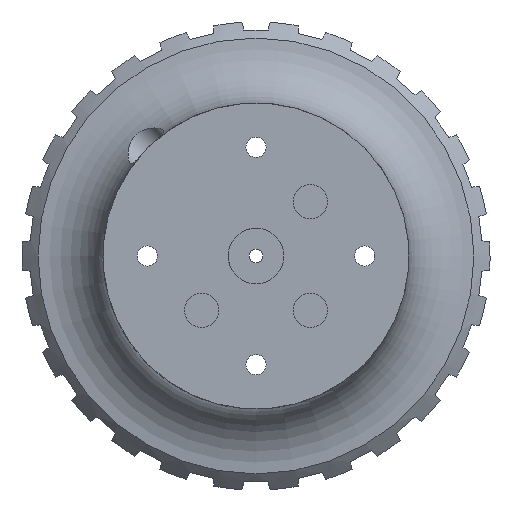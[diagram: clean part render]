
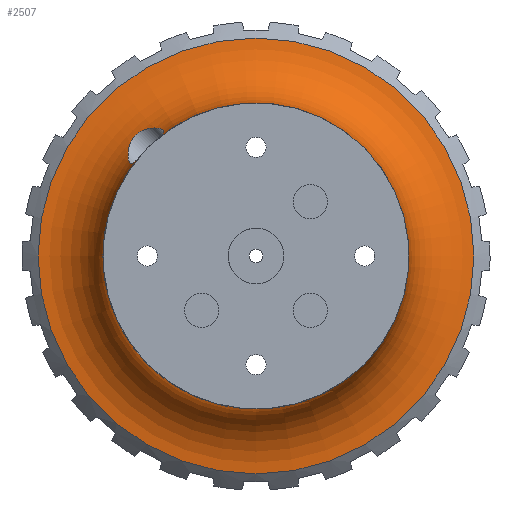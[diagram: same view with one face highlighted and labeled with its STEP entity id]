
A CAD part, front view. The second image highlights one B-rep face of the part: STEP entity #2507.
In plain terms, the highlighted toroidal (fillet/blend) face has major radius 19.75 mm and minor radius 6 mm.
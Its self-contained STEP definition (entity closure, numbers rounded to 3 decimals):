
#17=B_SPLINE_CURVE_WITH_KNOTS('',3,(#4052,#4053,#4054,#4055,#4056,#4057,
#4058,#4059,#4060,#4061,#4062,#4063,#4064,#4065,#4066,#4067,#4068,#4069,
#4070,#4071,#4072,#4073,#4074,#4075,#4076,#4077,#4078,#4079,#4080,#4081,
#4082,#4083,#4084,#4085,#4086),.UNSPECIFIED.,.F.,.F.,(4,2,2,2,2,2,2,2,2,
2,3,2,2,2,2,2,4),(0.761,0.81,0.88,
0.949,1.02,1.102,1.208,1.292,
1.332,1.358,1.36,1.385,1.423,
1.508,1.597,1.693,1.717),
 .UNSPECIFIED.);
#18=B_SPLINE_CURVE_WITH_KNOTS('',3,(#4088,#4089,#4090,#4091,#4092,#4093,
#4094,#4095,#4096,#4097),.UNSPECIFIED.,.F.,.F.,(4,2,2,2,4),(1.717,
1.772,1.847,1.926,1.965),
 .UNSPECIFIED.);
#296=TOROIDAL_SURFACE('',#2730,19.75,6.);
#373=FACE_OUTER_BOUND('',#524,.T.);
#524=EDGE_LOOP('',(#1903,#1904,#1905,#1906,#1907,#1908,#1909,#1910,#1911));
#912=CIRCLE('',#2731,19.575);
#913=CIRCLE('',#2732,6.);
#914=CIRCLE('',#2733,13.75);
#915=CIRCLE('',#2734,13.75);
#916=CIRCLE('',#2735,13.75);
#917=CIRCLE('',#2736,19.575);
#1093=VERTEX_POINT('',#4044);
#1094=VERTEX_POINT('',#4045);
#1095=VERTEX_POINT('',#4047);
#1096=VERTEX_POINT('',#4049);
#1097=VERTEX_POINT('',#4051);
#1098=VERTEX_POINT('',#4087);
#1099=VERTEX_POINT('',#4098);
#1420=EDGE_CURVE('',#1093,#1094,#912,.T.);
#1421=EDGE_CURVE('',#1094,#1095,#913,.T.);
#1422=EDGE_CURVE('',#1095,#1096,#914,.T.);
#1423=EDGE_CURVE('',#1096,#1097,#17,.T.);
#1424=EDGE_CURVE('',#1097,#1098,#18,.T.);
#1425=EDGE_CURVE('',#1098,#1099,#915,.T.);
#1426=EDGE_CURVE('',#1099,#1095,#916,.T.);
#1427=EDGE_CURVE('',#1094,#1093,#917,.T.);
#1903=ORIENTED_EDGE('',*,*,#1420,.T.);
#1904=ORIENTED_EDGE('',*,*,#1421,.T.);
#1905=ORIENTED_EDGE('',*,*,#1422,.T.);
#1906=ORIENTED_EDGE('',*,*,#1423,.T.);
#1907=ORIENTED_EDGE('',*,*,#1424,.T.);
#1908=ORIENTED_EDGE('',*,*,#1425,.T.);
#1909=ORIENTED_EDGE('',*,*,#1426,.T.);
#1910=ORIENTED_EDGE('',*,*,#1421,.F.);
#1911=ORIENTED_EDGE('',*,*,#1427,.T.);
#2507=ADVANCED_FACE('',(#373),#296,.F.);
#2730=AXIS2_PLACEMENT_3D('',#4043,#3186,#3187);
#2731=AXIS2_PLACEMENT_3D('',#4046,#3188,#3189);
#2732=AXIS2_PLACEMENT_3D('',#4048,#3190,#3191);
#2733=AXIS2_PLACEMENT_3D('',#4050,#3192,#3193);
#2734=AXIS2_PLACEMENT_3D('',#4099,#3194,#3195);
#2735=AXIS2_PLACEMENT_3D('',#4100,#3196,#3197);
#2736=AXIS2_PLACEMENT_3D('',#4101,#3198,#3199);
#3186=DIRECTION('center_axis',(0.,1.,0.));
#3187=DIRECTION('ref_axis',(1.,0.,0.));
#3188=DIRECTION('center_axis',(0.,-1.,0.));
#3189=DIRECTION('ref_axis',(0.,0.,1.));
#3190=DIRECTION('center_axis',(0.,0.,
-1.));
#3191=DIRECTION('ref_axis',(-1.,0.,0.));
#3192=DIRECTION('center_axis',(0.,1.,0.));
#3193=DIRECTION('ref_axis',(1.,0.,0.));
#3194=DIRECTION('center_axis',(0.,1.,0.));
#3195=DIRECTION('ref_axis',(1.,0.,0.));
#3196=DIRECTION('center_axis',(0.,1.,0.));
#3197=DIRECTION('ref_axis',(1.,0.,0.));
#3198=DIRECTION('center_axis',(0.,-1.,0.));
#3199=DIRECTION('ref_axis',(0.,0.,1.));
#4043=CARTESIAN_POINT('Origin',(0.,-29.197,
0.));
#4044=CARTESIAN_POINT('',(0.,-23.2,-19.575));
#4045=CARTESIAN_POINT('',(-19.575,-23.2,0.));
#4046=CARTESIAN_POINT('Origin',(0.,-23.2,0.));
#4047=CARTESIAN_POINT('',(-13.75,-29.197,0.));
#4048=CARTESIAN_POINT('Origin',(-19.75,-29.197,0.));
#4049=CARTESIAN_POINT('',(-10.262,-29.197,9.151));
#4050=CARTESIAN_POINT('Origin',(0.,-29.197,0.));
#4051=CARTESIAN_POINT('',(-8.356,-27.25,11.326));
#4052=CARTESIAN_POINT('Ctrl Pts',(-10.262,-29.197,9.151));
#4053=CARTESIAN_POINT('Ctrl Pts',(-10.366,-29.135,9.035));
#4054=CARTESIAN_POINT('Ctrl Pts',(-10.463,-29.054,8.923));
#4055=CARTESIAN_POINT('Ctrl Pts',(-10.684,-28.815,8.675));
#4056=CARTESIAN_POINT('Ctrl Pts',(-10.799,-28.642,8.549));
#4057=CARTESIAN_POINT('Ctrl Pts',(-11.003,-28.247,8.367));
#4058=CARTESIAN_POINT('Ctrl Pts',(-11.09,-28.03,8.313));
#4059=CARTESIAN_POINT('Ctrl Pts',(-11.245,-27.57,8.29));
#4060=CARTESIAN_POINT('Ctrl Pts',(-11.308,-27.335,8.323));
#4061=CARTESIAN_POINT('Ctrl Pts',(-11.42,-26.837,8.484));
#4062=CARTESIAN_POINT('Ctrl Pts',(-11.462,-26.583,8.623));
#4063=CARTESIAN_POINT('Ctrl Pts',(-11.511,-26.062,9.02));
#4064=CARTESIAN_POINT('Ctrl Pts',(-11.505,-25.813,9.296));
#4065=CARTESIAN_POINT('Ctrl Pts',(-11.413,-25.464,9.812));
#4066=CARTESIAN_POINT('Ctrl Pts',(-11.34,-25.337,10.059));
#4067=CARTESIAN_POINT('Ctrl Pts',(-11.162,-25.214,10.41));
#4068=CARTESIAN_POINT('Ctrl Pts',(-11.094,-25.185,10.52));
#4069=CARTESIAN_POINT('Ctrl Pts',(-10.963,-25.157,10.694));
#4070=CARTESIAN_POINT('Ctrl Pts',(-10.906,-25.151,10.76));
#4071=CARTESIAN_POINT('Ctrl Pts',(-10.841,-25.15,10.826));
#4072=CARTESIAN_POINT('Ctrl Pts',(-10.837,-25.15,10.83));
#4073=CARTESIAN_POINT('Ctrl Pts',(-10.833,-25.15,10.833));
#4074=CARTESIAN_POINT('Ctrl Pts',(-10.773,-25.15,10.894));
#4075=CARTESIAN_POINT('Ctrl Pts',(-10.708,-25.155,10.951));
#4076=CARTESIAN_POINT('Ctrl Pts',(-10.541,-25.181,11.08));
#4077=CARTESIAN_POINT('Ctrl Pts',(-10.436,-25.207,11.146));
#4078=CARTESIAN_POINT('Ctrl Pts',(-10.088,-25.323,11.329));
#4079=CARTESIAN_POINT('Ctrl Pts',(-9.838,-25.449,11.406));
#4080=CARTESIAN_POINT('Ctrl Pts',(-9.358,-25.769,11.496));
#4081=CARTESIAN_POINT('Ctrl Pts',(-9.124,-25.97,11.508));
#4082=CARTESIAN_POINT('Ctrl Pts',(-8.712,-26.443,11.482));
#4083=CARTESIAN_POINT('Ctrl Pts',(-8.536,-26.722,11.442));
#4084=CARTESIAN_POINT('Ctrl Pts',(-8.398,-27.097,11.362));
#4085=CARTESIAN_POINT('Ctrl Pts',(-8.375,-27.173,11.345));
#4086=CARTESIAN_POINT('Ctrl Pts',(-8.356,-27.25,11.326));
#4087=CARTESIAN_POINT('',(-9.151,-29.197,10.262));
#4088=CARTESIAN_POINT('Ctrl Pts',(-8.356,-27.25,11.326));
#4089=CARTESIAN_POINT('Ctrl Pts',(-8.313,-27.424,11.283));
#4090=CARTESIAN_POINT('Ctrl Pts',(-8.294,-27.601,11.233));
#4091=CARTESIAN_POINT('Ctrl Pts',(-8.309,-28.02,11.095));
#4092=CARTESIAN_POINT('Ctrl Pts',(-8.367,-28.252,11.002));
#4093=CARTESIAN_POINT('Ctrl Pts',(-8.57,-28.681,10.777));
#4094=CARTESIAN_POINT('Ctrl Pts',(-8.716,-28.869,10.646));
#4095=CARTESIAN_POINT('Ctrl Pts',(-8.971,-29.087,10.422));
#4096=CARTESIAN_POINT('Ctrl Pts',(-9.059,-29.148,10.344));
#4097=CARTESIAN_POINT('Ctrl Pts',(-9.151,-29.197,10.262));
#4098=CARTESIAN_POINT('',(9.723,-29.197,9.723));
#4099=CARTESIAN_POINT('Origin',(0.,-29.197,0.));
#4100=CARTESIAN_POINT('Origin',(0.,-29.197,0.));
#4101=CARTESIAN_POINT('Origin',(0.,-23.2,0.));
